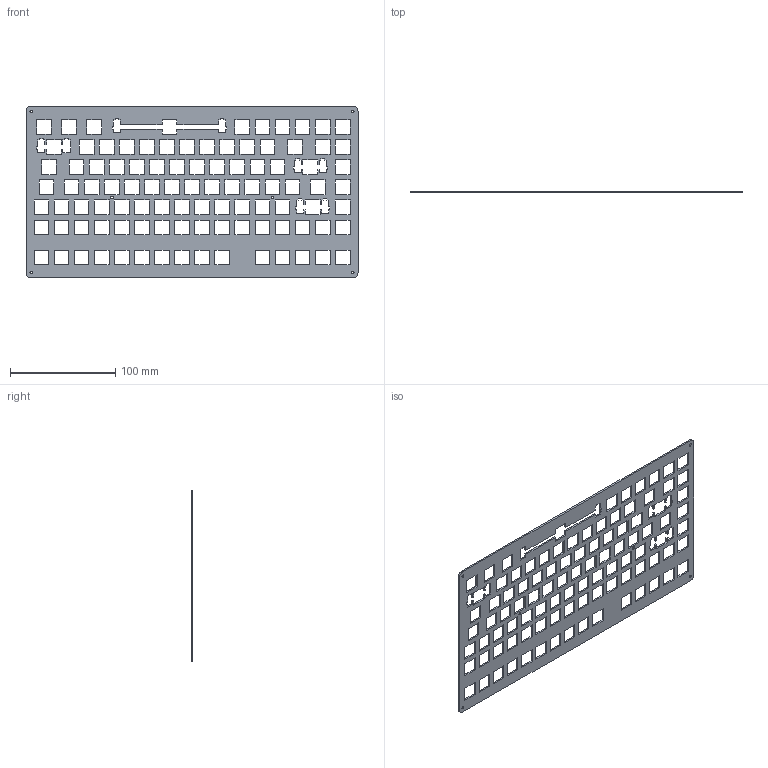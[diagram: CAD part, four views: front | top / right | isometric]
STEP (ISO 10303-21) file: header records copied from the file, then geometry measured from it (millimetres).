
FILE_DESCRIPTION(/* description */ (''),/* implementation_level */ '2;1');
FILE_NAME(/* name */ 'SwitchPlate v8.step',/* time_stamp */ '2021-04-16T21:18:27+09:00',/* author */ (''),/* organization */ (''),/* preprocessor_version */ 'ST-DEVELOPER v18.1',/* originating_system */ 'Autodesk Translation Framework v10.6.0.1341',/* authorisation */ '');
FILE_SCHEMA (('AUTOMOTIVE_DESIGN { 1 0 10303 214 3 1 1 }'));
Length unit declared in the file: millimetre
Products named in the file (1): SwitchPlate
Bounding box: 314.8 x 1.5 x 162.88 mm (x, y, z)
Volume: 46048.3 mm3; surface area: 71864.7 mm2
Topology: 1 solids, 1 shells, 540 faces, 1614 edges, 1076 vertices
Faces by surface type: plane 530, cylinder 10
Full cylindrical faces by diameter (mm): 2.5 x6
Entity records: 18251 total; most frequent: CARTESIAN_POINT 3231, ORIENTED_EDGE 3228, DIRECTION 2716, EDGE_CURVE 1614, LINE 1594, VECTOR 1594, VERTEX_POINT 1076, EDGE_LOOP 750
